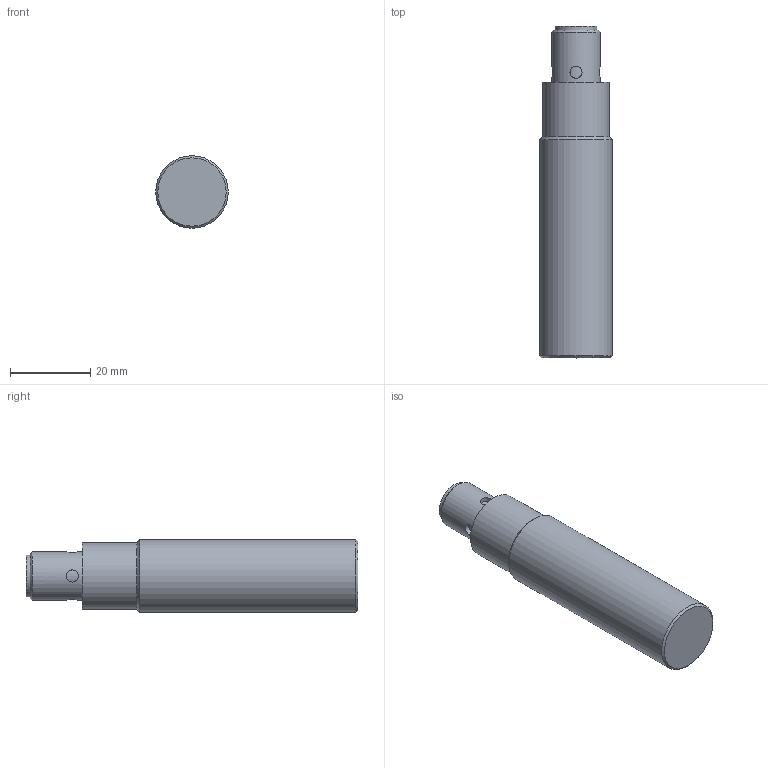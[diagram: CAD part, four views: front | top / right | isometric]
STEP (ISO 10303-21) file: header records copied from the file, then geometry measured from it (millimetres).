
FILE_DESCRIPTION(/* description */ (''),/* implementation_level */ '2;1');
FILE_NAME(/* name */ 'IA0188_Shrinkwrap_1.stp',/* time_stamp */ '2022-06-02T14:01:01+02:00',/* author */ ('Krieger Anja'),/* organization */ (''),/* preprocessor_version */ 'ST-DEVELOPER v18.1',/* originating_system */ 'Autodesk Inventor 2021',/* authorisation */ '');
FILE_SCHEMA (('AUTOMOTIVE_DESIGN { 1 0 10303 214 3 1 1 }'));
Length unit declared in the file: millimetre
Products named in the file (1): IA0188_Shrinkwrap_1
Bounding box: 18 x 82.5 x 18 mm (x, y, z)
Volume: 5914.5 mm3; surface area: 9567.1 mm2
Topology: 1 solids, 1 shells, 48 faces, 101 edges, 68 vertices
Faces by surface type: cylinder 24, plane 17, sphere 4, cone 3
Full cylindrical faces by diameter (mm): 1 x8, 2 x1, 3 x4, 8.5 x2, 9.5 x1, 9.7 x1, 10.4 x1, 12 x1, 14.5 x1, 15 x1, 15.5 x1, 16.5 x1, 18 x1
Entity records: 1672 total; most frequent: CARTESIAN_POINT 484, DIRECTION 235, ORIENTED_EDGE 194, AXIS2_PLACEMENT_3D 103, EDGE_CURVE 97, EDGE_LOOP 71, VERTEX_POINT 68, CIRCLE 54
